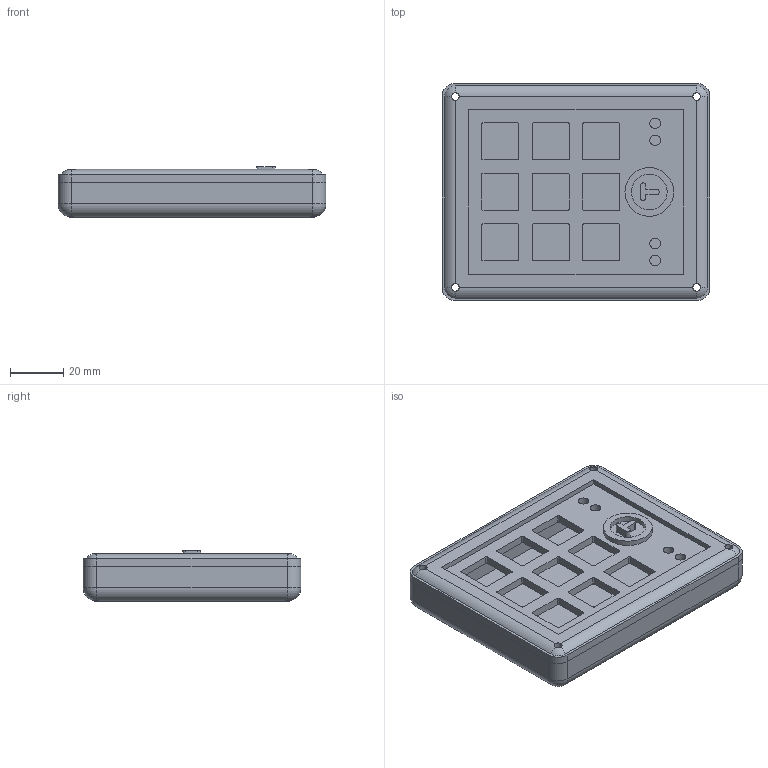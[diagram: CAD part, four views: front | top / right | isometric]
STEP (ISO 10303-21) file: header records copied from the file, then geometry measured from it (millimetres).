
FILE_DESCRIPTION(/* description */ ('STEP AP242','CAx-IF Rec.Pracs.---Representation and Presentation of Product Manufacturing Information (PMI)---4.0---2014-10-13','CAx-IF Rec.Pracs.---3D Tessellated Geometry---0.4---2014-09-14','2;1'),/* implementation_level */ '2;1');
FILE_NAME(/* name */ '6709ece3981b7f3d97170fe7',/* time_stamp */ '2024-10-12T03:28:35Z',/* author */ (''),/* organization */ (''),/* preprocessor_version */ 'ST-DEVELOPER v20',/* originating_system */ ' ',/* authorisation */ ' ');
FILE_SCHEMA (('AP242_MANAGED_MODEL_BASED_3D_ENGINEERING_MIM_LF { 1 0 10303 442 1 1 4 }'));
Length unit declared in the file: metre
Products named in the file (3): Base; Plate; Top
Bounding box: 101 x 82 x 19 mm (x, y, z)
Volume: 78572.4 mm3; surface area: 46804.5 mm2
Topology: 3 solids, 3 shells, 359 faces, 1007 edges, 666 vertices
Faces by surface type: plane 169, bspline 97, cylinder 85, sphere 8
Full cylindrical faces by diameter (mm): 2.9 x12, 4 x4, 13.419 x1, 18.366 x1
Entity records: 11987 total; most frequent: CARTESIAN_POINT 3148, ORIENTED_EDGE 1978, DIRECTION 1491, EDGE_CURVE 989, VERTEX_POINT 666, LINE 597, VECTOR 597, AXIS2_PLACEMENT_3D 447
